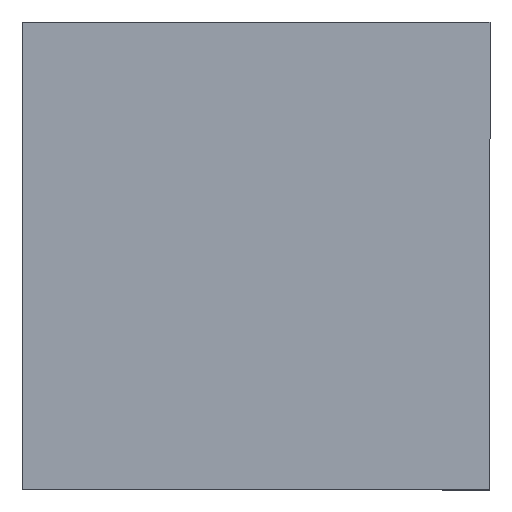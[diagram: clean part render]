
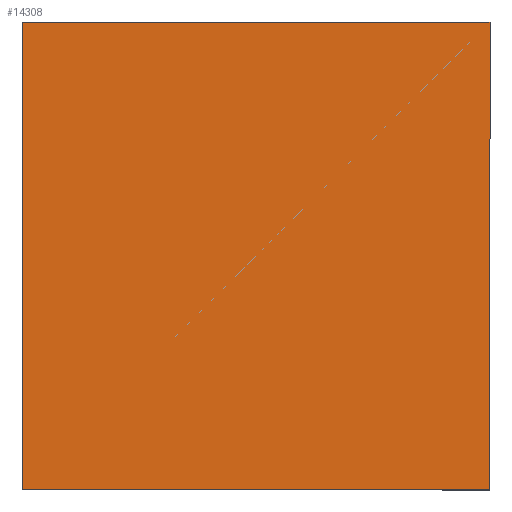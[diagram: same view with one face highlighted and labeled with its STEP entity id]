
A CAD part, front view. The second image highlights one B-rep face of the part: STEP entity #14308.
In plain terms, the highlighted face is planar.
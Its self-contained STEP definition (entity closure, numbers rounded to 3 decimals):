
#2498=ORIENTED_EDGE('',*,*,#4972,.T.);
#2499=ORIENTED_EDGE('',*,*,#5000,.T.);
#2500=ORIENTED_EDGE('',*,*,#5016,.T.);
#2501=ORIENTED_EDGE('',*,*,#5053,.T.);
#4972=EDGE_CURVE('',#6455,#6454,#7770,.T.);
#5000=EDGE_CURVE('',#6454,#6482,#7798,.T.);
#5016=EDGE_CURVE('',#6482,#6497,#7814,.T.);
#5053=EDGE_CURVE('',#6497,#6455,#7851,.T.);
#6454=VERTEX_POINT('',#20787);
#6455=VERTEX_POINT('',#20789);
#6482=VERTEX_POINT('',#20844);
#6497=VERTEX_POINT('',#20876);
#7770=LINE('',#20788,#9222);
#7798=LINE('',#20845,#9250);
#7814=LINE('',#20877,#9266);
#7851=LINE('',#20950,#9303);
#9222=VECTOR('',#17319,1000.);
#9250=VECTOR('',#17349,1000.);
#9266=VECTOR('',#17367,1000.);
#9303=VECTOR('',#17406,1000.);
#10276=EDGE_LOOP('',(#2498,#2499,#2500,#2501));
#10910=FACE_BOUND('',#10276,.T.);
#11453=PLANE('',#15170);
#14308=ADVANCED_FACE('',(#10910),#11453,.T.);
#15170=AXIS2_PLACEMENT_3D('',#21115,#17532,#17533);
#17319=DIRECTION('',(0.,1.,0.));
#17349=DIRECTION('',(1.,0.,0.));
#17367=DIRECTION('',(0.,-1.,0.));
#17406=DIRECTION('',(-1.,0.,0.));
#17532=DIRECTION('',(0.,0.,-1.));
#17533=DIRECTION('',(-1.,0.,0.));
#20787=CARTESIAN_POINT('',(-1.045,0.742,0.));
#20788=CARTESIAN_POINT('',(-1.045,-2.258,0.));
#20789=CARTESIAN_POINT('',(-1.045,-2.258,0.));
#20844=CARTESIAN_POINT('',(1.955,0.742,0.));
#20845=CARTESIAN_POINT('',(-1.045,0.742,0.));
#20876=CARTESIAN_POINT('',(1.955,-2.258,0.));
#20877=CARTESIAN_POINT('',(1.955,0.742,0.));
#20950=CARTESIAN_POINT('',(1.955,-2.258,0.));
#21115=CARTESIAN_POINT('',(-1.045,0.742,0.));
